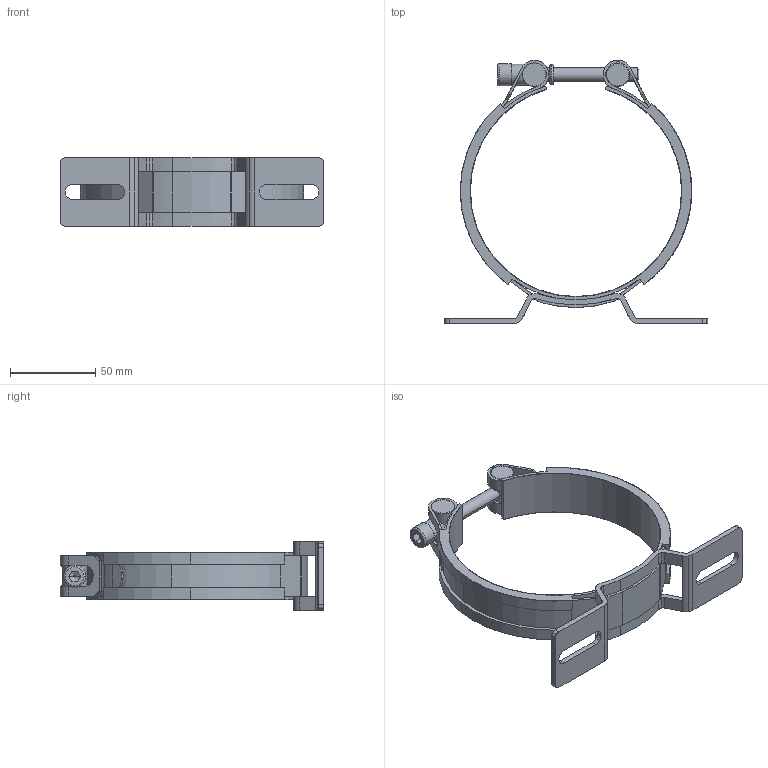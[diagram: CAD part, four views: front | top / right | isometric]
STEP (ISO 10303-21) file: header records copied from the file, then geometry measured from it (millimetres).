
FILE_DESCRIPTION((''),'2;1');
FILE_NAME('MPCA1112124-1 for conversion STEP.stp','2008-07-16T16:38:59',(''),(''),'Mechanical Desktop.R8.0.24.0','Mechanical Desktop.R8.0.24.0',', , ');
FILE_SCHEMA(('CONFIG_CONTROL_DESIGN'));
Length unit declared in the file: millimetre
Products named in the file (1): MPCA1112124-1 FOR CONVERSION STEP
Bounding box: 155 x 154.73 x 40 mm (x, y, z)
Volume: 71725.1 mm3; surface area: 73383.9 mm2
Topology: 8 solids, 8 shells, 303 faces, 862 edges, 569 vertices
Faces by surface type: bspline 128, cylinder 96, plane 55, torus 14, cone 10
Entity records: 12128 total; most frequent: CARTESIAN_POINT 4408, ORIENTED_EDGE 1722, DIRECTION 1511, EDGE_CURVE 861, VERTEX_POINT 567, AXIS2_PLACEMENT_3D 565, VECTOR 381, LINE 381
